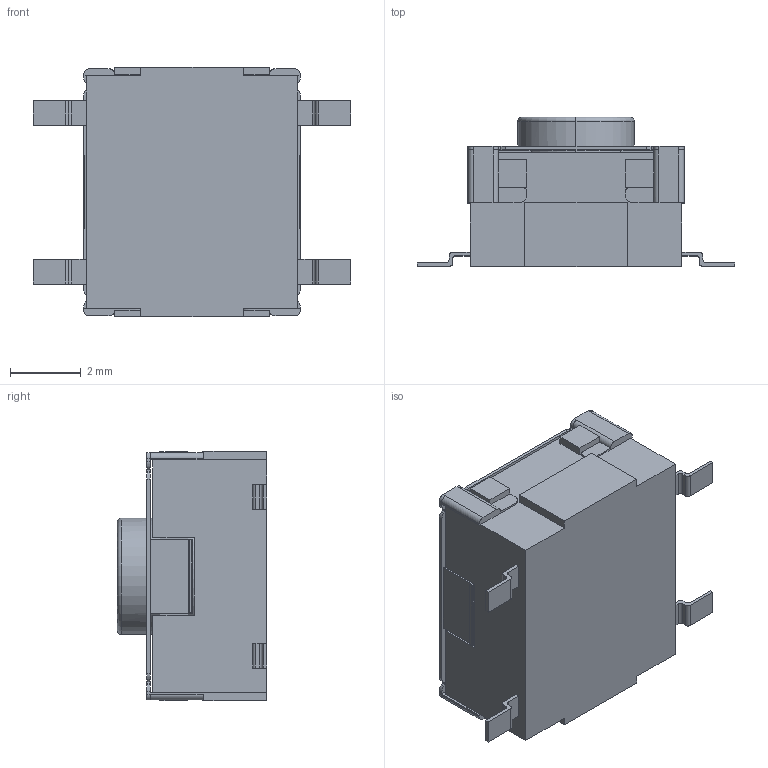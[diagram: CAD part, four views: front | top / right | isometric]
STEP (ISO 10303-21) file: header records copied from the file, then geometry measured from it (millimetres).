
FILE_DESCRIPTION (( 'STEP AP214' ), '1' );
FILE_NAME ('01_tactile_push_boton_B3S-1000_newark_52F3560.STEP', '2018-03-10T08:34:22', ( '' ), ( '' ), 'SwSTEP 2.0', 'SolidWorks 2015', '' );
FILE_SCHEMA (( 'AUTOMOTIVE_DESIGN' ));
Length unit declared in the file: millimetre
Products named in the file (2): 01_tactile_push_boton_B3S-1000_newark_52F3560
Bounding box: 9 x 4.23 x 7.08 mm (x, y, z)
Volume: 144 mm3; surface area: 272.4 mm2
Topology: 1 solids, 1 shells, 246 faces, 710 edges, 462 vertices
Faces by surface type: plane 174, cylinder 70, torus 2
Entity records: 9563 total; most frequent: CARTESIAN_POINT 1464, ORIENTED_EDGE 1420, DIRECTION 1331, EDGE_CURVE 710, LINE 561, VECTOR 561, VERTEX_POINT 462, AXIS2_PLACEMENT_3D 385
